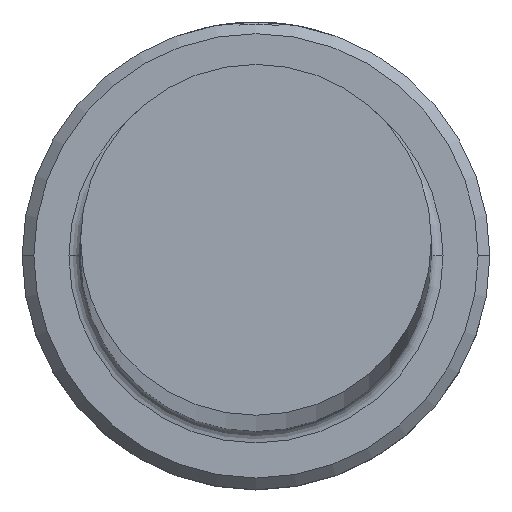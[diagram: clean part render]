
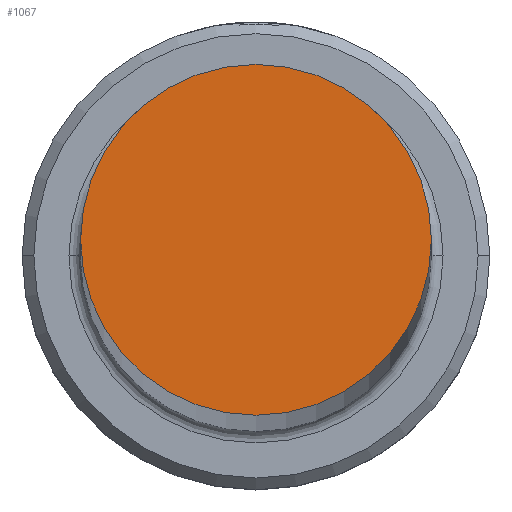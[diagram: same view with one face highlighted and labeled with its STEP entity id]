
A CAD part, top view. The second image highlights one B-rep face of the part: STEP entity #1067.
In plain terms, the highlighted planar face has unit normal (0, 0, 1).
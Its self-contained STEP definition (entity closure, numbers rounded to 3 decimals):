
#147 = DIRECTION ( 'NONE',  ( 0., 0., 1. ) ) ;
#183 = EDGE_CURVE ( 'NONE', #564, #231, #891, .T. ) ;
#231 = VERTEX_POINT ( 'NONE', #738 ) ;
#405 = AXIS2_PLACEMENT_3D ( 'NONE', #1052, #494, #1148 ) ;
#494 = DIRECTION ( 'NONE',  ( 0., 0., 1. ) ) ;
#564 = VERTEX_POINT ( 'NONE', #1121 ) ;
#647 = ORIENTED_EDGE ( 'NONE', *, *, #671, .T. ) ;
#671 = EDGE_CURVE ( 'NONE', #231, #564, #736, .T. ) ;
#685 = ORIENTED_EDGE ( 'NONE', *, *, #183, .T. ) ;
#709 = CARTESIAN_POINT ( 'NONE',  ( 0., 0., 400. ) ) ;
#736 = CIRCLE ( 'NONE', #405, 7.5 ) ;
#738 = CARTESIAN_POINT ( 'NONE',  ( 7.5, 0., 400. ) ) ;
#758 = AXIS2_PLACEMENT_3D ( 'NONE', #709, #147, #799 ) ;
#799 = DIRECTION ( 'NONE',  ( 1., 0., 0. ) ) ;
#830 = EDGE_LOOP ( 'NONE', ( #685, #647 ) ) ;
#891 = CIRCLE ( 'NONE', #1092, 7.5 ) ;
#910 = DIRECTION ( 'NONE',  ( 1., 0., 0. ) ) ;
#917 = DIRECTION ( 'NONE',  ( 0., 0., 1. ) ) ;
#1018 = CARTESIAN_POINT ( 'NONE',  ( 0., 0., 400. ) ) ;
#1052 = CARTESIAN_POINT ( 'NONE',  ( 0., 0., 400. ) ) ;
#1060 = FACE_OUTER_BOUND ( 'NONE', #830, .T. ) ;
#1067 = ADVANCED_FACE ( 'NONE', ( #1060 ), #1163, .T. ) ;
#1092 = AXIS2_PLACEMENT_3D ( 'NONE', #1018, #917, #910 ) ;
#1121 = CARTESIAN_POINT ( 'NONE',  ( -7.5, 0., 400. ) ) ;
#1148 = DIRECTION ( 'NONE',  ( 1., 0., 0. ) ) ;
#1163 = PLANE ( 'NONE',  #758 ) ;
